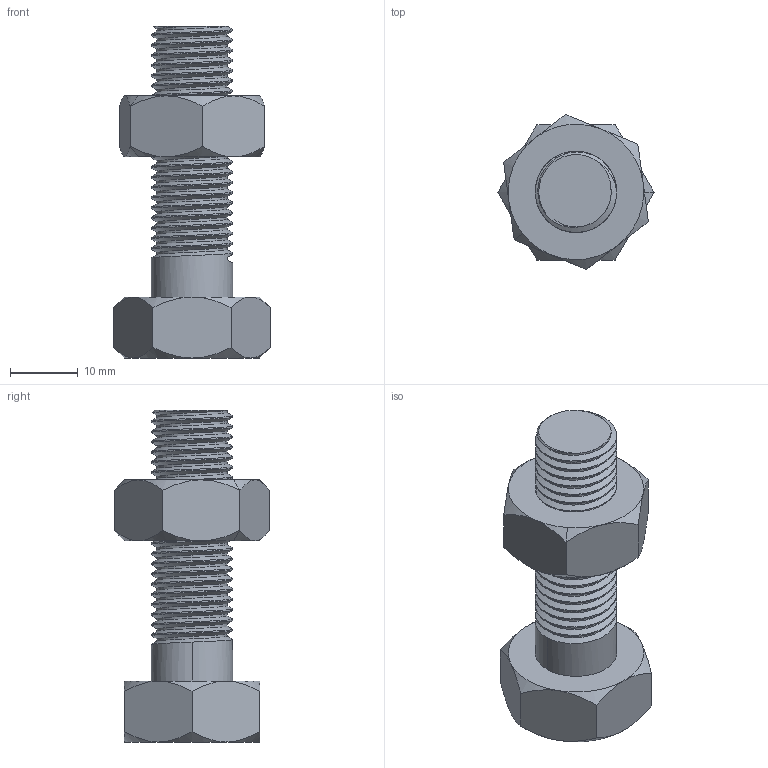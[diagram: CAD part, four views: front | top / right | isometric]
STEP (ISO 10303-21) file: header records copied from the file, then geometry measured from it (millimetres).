
FILE_DESCRIPTION (( 'STEP AP214' ), '1' );
FILE_NAME ('Vis_Ecroue.STEP', '2025-09-11T23:11:59', ( '' ), ( '' ), 'SwSTEP 2.0', 'SolidWorks 2024', '' );
FILE_SCHEMA (( 'AUTOMOTIVE_DESIGN' ));
Length unit declared in the file: millimetre
Products named in the file (3): Vis_Ecroue; Pièce8; Pièce9
Assembly tree (2 placements, depth 2):
  Vis_Ecroue
    Pièce8
    Pièce9
Bounding box: 23.09 x 22.88 x 49 mm (x, y, z)
Volume: 9257.2 mm3; surface area: 4985.8 mm2
Topology: 2 solids, 2 shells, 120 faces, 312 edges, 197 vertices
Faces by surface type: cylinder 59, cone 35, plane 20, bspline 6
Entity records: 10430 total; most frequent: CARTESIAN_POINT 7865, ORIENTED_EDGE 624, DIRECTION 397, EDGE_CURVE 312, VERTEX_POINT 197, AXIS2_PLACEMENT_3D 158, EDGE_LOOP 123, ADVANCED_FACE 120
